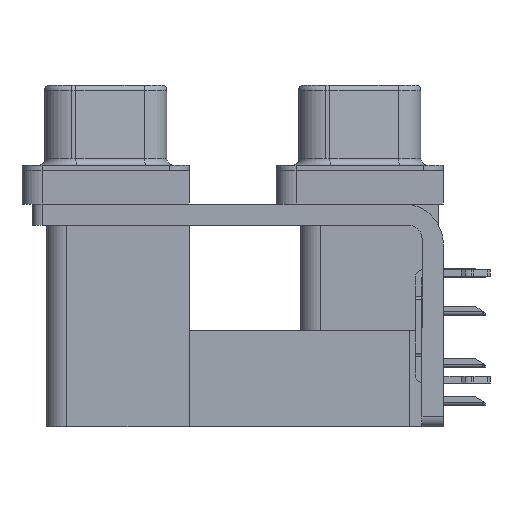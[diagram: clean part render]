
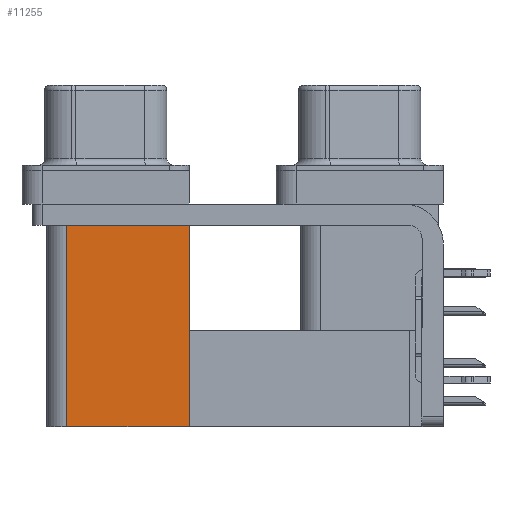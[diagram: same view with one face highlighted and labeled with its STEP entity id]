
A CAD part, left-side view. The second image highlights one B-rep face of the part: STEP entity #11255.
In plain terms, the highlighted planar face has unit normal (-1, 0, 0).
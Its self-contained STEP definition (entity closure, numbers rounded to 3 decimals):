
#776 = CARTESIAN_POINT ( 'NONE',  ( 3.765, 21.975, -19.2 ) ) ;
#1176 = ORIENTED_EDGE ( 'NONE', *, *, #17145, .T. ) ;
#8025 = AXIS2_PLACEMENT_3D ( 'NONE', #23097, #16041, #10457 ) ;
#10089 = LINE ( 'NONE', #27367, #31196 ) ;
#10457 = DIRECTION ( 'NONE',  ( 0., 0., -1. ) ) ;
#10799 = VERTEX_POINT ( 'NONE', #13074 ) ;
#10892 = CARTESIAN_POINT ( 'NONE',  ( 3.765, 12.775, -19.2 ) ) ;
#11255 = ADVANCED_FACE ( 'NONE', ( #22773 ), #20359, .F. ) ;
#11288 = EDGE_LOOP ( 'NONE', ( #19508, #12578, #28724, #1176 ) ) ;
#11364 = DIRECTION ( 'NONE',  ( 0., 1., 0. ) ) ;
#11798 = LINE ( 'NONE', #21549, #20375 ) ;
#12029 = LINE ( 'NONE', #19700, #30905 ) ;
#12338 = DIRECTION ( 'NONE',  ( 0., 1., 0. ) ) ;
#12578 = ORIENTED_EDGE ( 'NONE', *, *, #28444, .F. ) ;
#13074 = CARTESIAN_POINT ( 'NONE',  ( 3.765, 12.775, -2.5 ) ) ;
#14373 = CARTESIAN_POINT ( 'NONE',  ( 3.765, 12.775, -19.2 ) ) ;
#16041 = DIRECTION ( 'NONE',  ( 1., 0., 0. ) ) ;
#16957 = DIRECTION ( 'NONE',  ( 0., 0., 1. ) ) ;
#17145 = EDGE_CURVE ( 'NONE', #29890, #10799, #10089, .T. ) ;
#19508 = ORIENTED_EDGE ( 'NONE', *, *, #21681, .T. ) ;
#19700 = CARTESIAN_POINT ( 'NONE',  ( 3.765, 12.775, -2.5 ) ) ;
#20359 = PLANE ( 'NONE',  #8025 ) ;
#20375 = VECTOR ( 'NONE', #31304, 1000. ) ;
#21549 = CARTESIAN_POINT ( 'NONE',  ( 3.765, 21.975, -19.2 ) ) ;
#21681 = EDGE_CURVE ( 'NONE', #10799, #22451, #12029, .T. ) ;
#22451 = VERTEX_POINT ( 'NONE', #28564 ) ;
#22773 = FACE_OUTER_BOUND ( 'NONE', #11288, .T. ) ;
#22897 = VECTOR ( 'NONE', #11364, 1000. ) ;
#23097 = CARTESIAN_POINT ( 'NONE',  ( 3.765, 12.775, -19.2 ) ) ;
#26051 = VERTEX_POINT ( 'NONE', #776 ) ;
#27367 = CARTESIAN_POINT ( 'NONE',  ( 3.765, 12.775, -19.2 ) ) ;
#27833 = EDGE_CURVE ( 'NONE', #29890, #26051, #27867, .T. ) ;
#27867 = LINE ( 'NONE', #10892, #22897 ) ;
#28444 = EDGE_CURVE ( 'NONE', #26051, #22451, #11798, .T. ) ;
#28564 = CARTESIAN_POINT ( 'NONE',  ( 3.765, 21.975, -2.5 ) ) ;
#28724 = ORIENTED_EDGE ( 'NONE', *, *, #27833, .F. ) ;
#29890 = VERTEX_POINT ( 'NONE', #14373 ) ;
#30905 = VECTOR ( 'NONE', #12338, 1000. ) ;
#31196 = VECTOR ( 'NONE', #16957, 1000. ) ;
#31304 = DIRECTION ( 'NONE',  ( 0., 0., 1. ) ) ;
